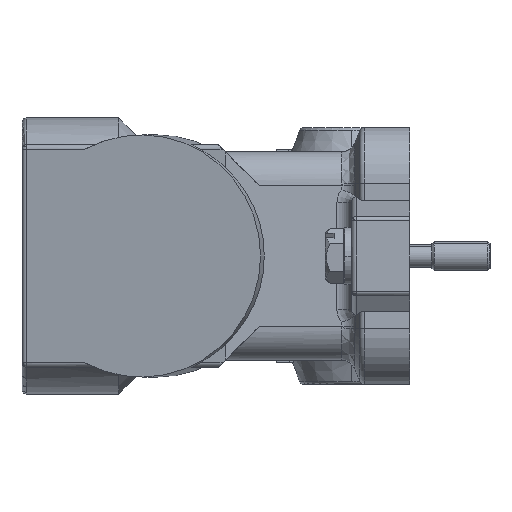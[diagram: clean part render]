
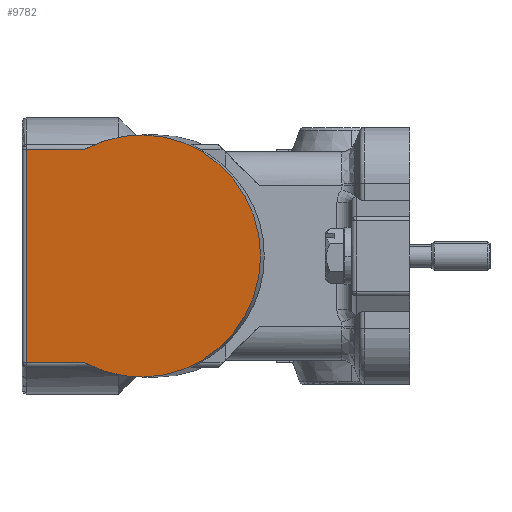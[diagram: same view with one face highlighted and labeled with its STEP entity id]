
A CAD part, left-side view. The second image highlights one B-rep face of the part: STEP entity #9782.
In plain terms, the highlighted planar face has unit normal (-0.985, 0.174, 0).
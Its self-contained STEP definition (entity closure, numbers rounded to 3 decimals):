
#1363=CARTESIAN_POINT('',(-44.67,137.074,22.));
#1380=DIRECTION('',(-0.174,-0.985,0.));
#1381=VECTOR('',#1380,12.287);
#1382=CARTESIAN_POINT('',(-42.536,149.174,22.));
#1383=LINE('',#1382,#1381);
#1403=DIRECTION('',(0.,0.,1.));
#1404=VECTOR('',#1403,44.);
#1405=CARTESIAN_POINT('',(-42.536,149.174,
-22.));
#1406=LINE('',#1405,#1404);
#1417=DIRECTION('',(0.174,0.985,0.));
#1418=VECTOR('',#1417,12.287);
#1419=CARTESIAN_POINT('',(-44.67,137.074,
-22.));
#1420=LINE('',#1419,#1418);
#1436=CARTESIAN_POINT('',(-44.67,137.074,
-22.));
#1438=CARTESIAN_POINT('',(-46.732,125.38,
0.));
#1439=DIRECTION('',(-0.985,0.174,0.));
#1440=DIRECTION('',(-0.174,-0.985,0.));
#1441=AXIS2_PLACEMENT_3D('',#1438,#1439,#1440);
#1443=CARTESIAN_POINT('',(-46.732,125.38,
0.));
#1444=DIRECTION('',(-0.985,0.174,0.));
#1445=DIRECTION('',(0.082,0.468,-0.88));
#1446=AXIS2_PLACEMENT_3D('',#1443,#1444,#1445);
#6855=CARTESIAN_POINT('',(-42.536,149.174,
-22.));
#6856=VERTEX_POINT('',#6855);
#6887=CARTESIAN_POINT('',(-42.536,149.174,22.));
#6888=VERTEX_POINT('',#6887);
#7131=VERTEX_POINT('',#1363);
#7149=VERTEX_POINT('',#1436);
#7197=CARTESIAN_POINT('',(-51.073,100.76,
0.));
#7198=VERTEX_POINT('',#7197);
#9770=CARTESIAN_POINT('',(-46.732,125.38,
0.));
#9771=DIRECTION('',(0.985,-0.174,0.));
#9772=DIRECTION('',(0.174,0.985,0.));
#9773=AXIS2_PLACEMENT_3D('',#9770,#9771,#9772);
#9774=PLANE('',#9773);
#9775=ORIENTED_EDGE('',*,*,#9763,.T.);
#9776=ORIENTED_EDGE('',*,*,#9739,.T.);
#9777=ORIENTED_EDGE('',*,*,#9707,.T.);
#9778=ORIENTED_EDGE('',*,*,#9690,.F.);
#9779=ORIENTED_EDGE('',*,*,#9688,.F.);
#9780=EDGE_LOOP('',(#9775,#9776,#9777,#9778,#9779));
#9781=FACE_OUTER_BOUND('',#9780,.F.);
#9782=ADVANCED_FACE('',(#9781),#9774,.F.);
#1442=CIRCLE('',#1441,25.);
#1447=CIRCLE('',#1446,25.);
#9688=EDGE_CURVE('',#7149,#7198,#1447,.T.);
#9690=EDGE_CURVE('',#7198,#7131,#1442,.T.);
#9707=EDGE_CURVE('',#6888,#7131,#1383,.T.);
#9739=EDGE_CURVE('',#6856,#6888,#1406,.T.);
#9763=EDGE_CURVE('',#7149,#6856,#1420,.T.);
